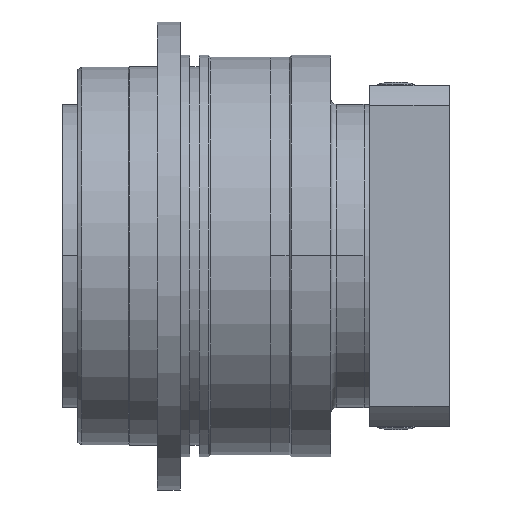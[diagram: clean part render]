
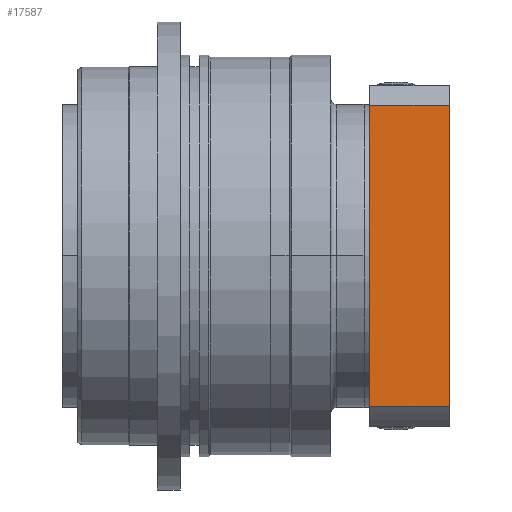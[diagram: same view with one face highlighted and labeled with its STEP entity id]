
A CAD part, top view. The second image highlights one B-rep face of the part: STEP entity #17587.
In plain terms, the highlighted planar face has unit normal (0, 0, 1).
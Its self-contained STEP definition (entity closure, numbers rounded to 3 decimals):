
#10 = VERTEX_POINT ( 'NONE', #18989 ) ;
#148 = ORIENTED_EDGE ( 'NONE', *, *, #17487, .F. ) ;
#668 = ORIENTED_EDGE ( 'NONE', *, *, #8077, .T. ) ;
#733 = DIRECTION ( 'NONE',  ( 1., 0., 0. ) ) ;
#820 = EDGE_CURVE ( 'NONE', #10, #17426, #3812, .T. ) ;
#2079 = VECTOR ( 'NONE', #733, 1000. ) ;
#2090 = ORIENTED_EDGE ( 'NONE', *, *, #820, .F. ) ;
#3163 = VECTOR ( 'NONE', #4722, 1000. ) ;
#3261 = VERTEX_POINT ( 'NONE', #19445 ) ;
#3812 = LINE ( 'NONE', #9858, #15420 ) ;
#4722 = DIRECTION ( 'NONE',  ( 0., 1., 0. ) ) ;
#5440 = DIRECTION ( 'NONE',  ( 0., 1., 0. ) ) ;
#5659 = EDGE_LOOP ( 'NONE', ( #668, #7330, #148, #2090 ) ) ;
#5870 = VECTOR ( 'NONE', #17528, 1000. ) ;
#7087 = PLANE ( 'NONE',  #11491 ) ;
#7330 = ORIENTED_EDGE ( 'NONE', *, *, #15186, .T. ) ;
#7676 = LINE ( 'NONE', #9227, #3163 ) ;
#8077 = EDGE_CURVE ( 'NONE', #10, #3261, #17891, .T. ) ;
#9227 = CARTESIAN_POINT ( 'NONE',  ( 94.5, -79.373, 90. ) ) ;
#9858 = CARTESIAN_POINT ( 'NONE',  ( 52.5, 0., 90. ) ) ;
#10904 = CARTESIAN_POINT ( 'NONE',  ( 52.5, 79.373, 90. ) ) ;
#11378 = CARTESIAN_POINT ( 'NONE',  ( 49.5, 79.373, 90. ) ) ;
#11491 = AXIS2_PLACEMENT_3D ( 'NONE', #14621, #13095, #17655 ) ;
#11618 = VERTEX_POINT ( 'NONE', #14968 ) ;
#12289 = LINE ( 'NONE', #11378, #2079 ) ;
#13095 = DIRECTION ( 'NONE',  ( 0., 0., -1. ) ) ;
#14621 = CARTESIAN_POINT ( 'NONE',  ( 49.5, -79.373, 90. ) ) ;
#14885 = FACE_OUTER_BOUND ( 'NONE', #5659, .T. ) ;
#14968 = CARTESIAN_POINT ( 'NONE',  ( 94.5, 79.373, 90. ) ) ;
#15186 = EDGE_CURVE ( 'NONE', #3261, #11618, #7676, .T. ) ;
#15420 = VECTOR ( 'NONE', #5440, 1000. ) ;
#17426 = VERTEX_POINT ( 'NONE', #10904 ) ;
#17487 = EDGE_CURVE ( 'NONE', #17426, #11618, #12289, .T. ) ;
#17528 = DIRECTION ( 'NONE',  ( 1., 0., 0. ) ) ;
#17587 = ADVANCED_FACE ( 'NONE', ( #14885 ), #7087, .F. ) ;
#17655 = DIRECTION ( 'NONE',  ( 0., -1., 0. ) ) ;
#17891 = LINE ( 'NONE', #19045, #5870 ) ;
#18989 = CARTESIAN_POINT ( 'NONE',  ( 52.5, -79.373, 90. ) ) ;
#19045 = CARTESIAN_POINT ( 'NONE',  ( 49.5, -79.373, 90. ) ) ;
#19445 = CARTESIAN_POINT ( 'NONE',  ( 94.5, -79.373, 90. ) ) ;
